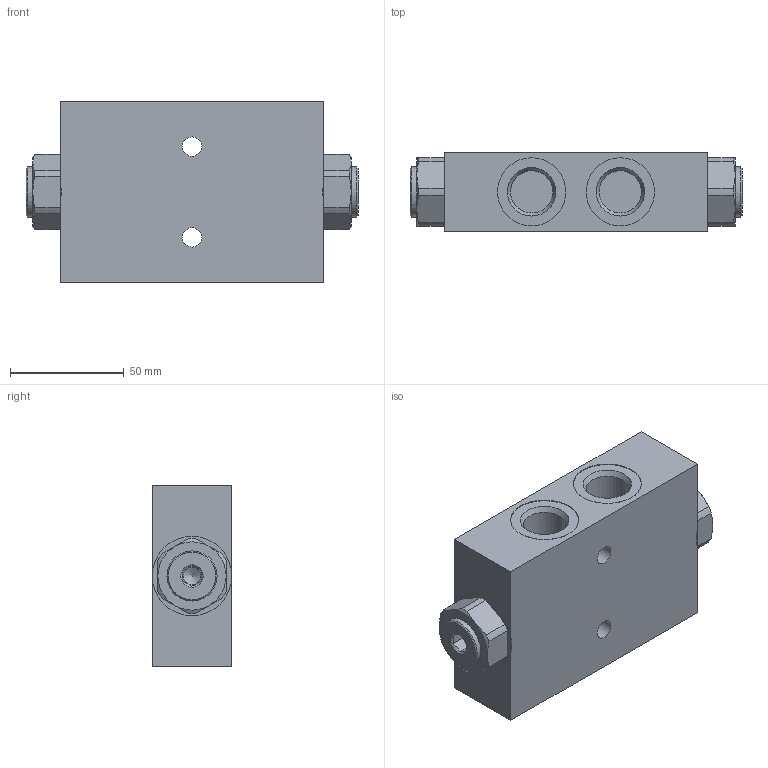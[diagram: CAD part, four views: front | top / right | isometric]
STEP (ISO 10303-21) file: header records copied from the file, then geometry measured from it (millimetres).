
FILE_DESCRIPTION(/* description */ ('Unknown'),/* implementation_level */ '2;1');
FILE_NAME(/* name */ 'V0190',/* time_stamp */ '2021-02-03T13:41:13+01:00',/* author */ ('Unknown'),/* organization */ ('Unknown'),/* preprocessor_version */ 'ST-DEVELOPER v16.7',/* originating_system */ 'DEX',/* authorisation */ $);
FILE_SCHEMA (('AUTOMOTIVE_DESIGN {1 0 10303 214 3 1 1}'));
Length unit declared in the file: millimetre
Products named in the file (1): V0190
Bounding box: 146 x 35 x 80 mm (x, y, z)
Volume: 316203.8 mm3; surface area: 42266.6 mm2
Topology: 1 solids, 2 shells, 105 faces, 249 edges, 164 vertices
Faces by surface type: plane 46, cylinder 33, cone 24, torus 2
Full cylindrical faces by diameter (mm): 5 x1, 8.5 x2, 18.631 x8, 22 x2, 30 x4, 34.99 x2
Entity records: 3510 total; most frequent: CARTESIAN_POINT 596, DIRECTION 448, ORIENTED_EDGE 384, EDGE_CURVE 192, AXIS2_PLACEMENT_3D 188, FACE_BOUND 160, EDGE_LOOP 158, VERTEX_POINT 142
